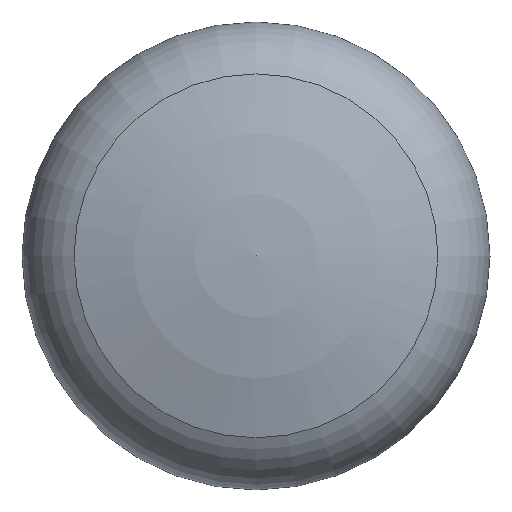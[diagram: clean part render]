
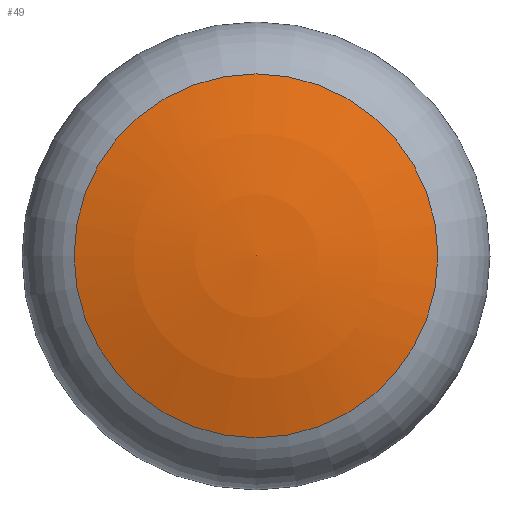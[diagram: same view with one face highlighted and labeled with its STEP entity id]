
A CAD part, top view. The second image highlights one B-rep face of the part: STEP entity #49.
In plain terms, the highlighted spherical face has radius 65 mm.
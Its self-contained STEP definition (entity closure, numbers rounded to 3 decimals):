
#49 = ADVANCED_FACE( '', ( #104 ), #105, .T. );
#104 = FACE_OUTER_BOUND( '', #162, .T. );
#105 = SPHERICAL_SURFACE( '', #163, 65. );
#162 = EDGE_LOOP( '', ( #226 ) );
#163 = AXIS2_PLACEMENT_3D( '', #227, #228, #229 );
#226 = ORIENTED_EDGE( '', *, *, #270, .T. );
#227 = CARTESIAN_POINT( '', ( 0., 0., -35. ) );
#228 = DIRECTION( '', ( 0., 0., 1. ) );
#229 = DIRECTION( '', ( 1., 0., 0. ) );
#270 = EDGE_CURVE( '', #298, #298, #299, .T. );
#298 = VERTEX_POINT( '', #335 );
#299 = CIRCLE( '', #336, 19.439 );
#335 = CARTESIAN_POINT( '', ( 19.439, 0., 27.025 ) );
#336 = AXIS2_PLACEMENT_3D( '', #372, #373, #374 );
#372 = CARTESIAN_POINT( '', ( 0., 0., 27.025 ) );
#373 = DIRECTION( '', ( 0., 0., 1. ) );
#374 = DIRECTION( '', ( 1., 0., 0. ) );
